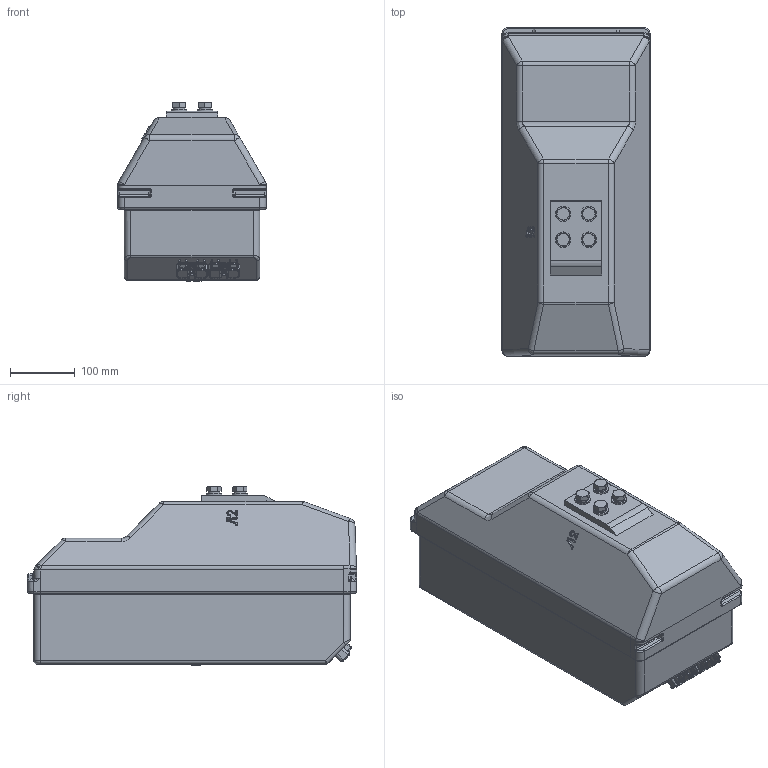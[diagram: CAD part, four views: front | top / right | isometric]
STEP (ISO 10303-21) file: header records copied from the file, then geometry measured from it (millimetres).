
FILE_DESCRIPTION (( 'STEP AP203' ), '1' );
FILE_NAME ('眐侕-10.STEP', '2013-03-01T04:30:26', ( '' ), ( '' ), 'SwSTEP 2.0', 'SolidWorks 2010', '' );
FILE_SCHEMA (( 'CONFIG_CONTROL_DESIGN' ));
Products named in the file (1): 眐侕-10
Bounding box: 230 x 510 x 277 mm (x, y, z)
Volume: 19094849.5 mm3; surface area: 612082.6 mm2
Topology: 20 solids, 20 shells, 1371 faces, 3358 edges, 2038 vertices
Faces by surface type: plane 440, cylinder 378, bspline 319, cone 136, sphere 64, torus 34
Entity records: 47605 total; most frequent: CARTESIAN_POINT 17777, ORIENTED_EDGE 6644, DIRECTION 5688, EDGE_CURVE 3322, AXIS2_PLACEMENT_3D 2089, VERTEX_POINT 2038, VECTOR 1510, LINE 1510
